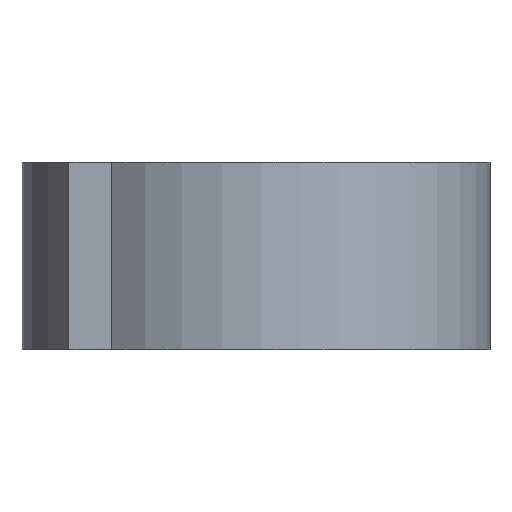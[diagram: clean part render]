
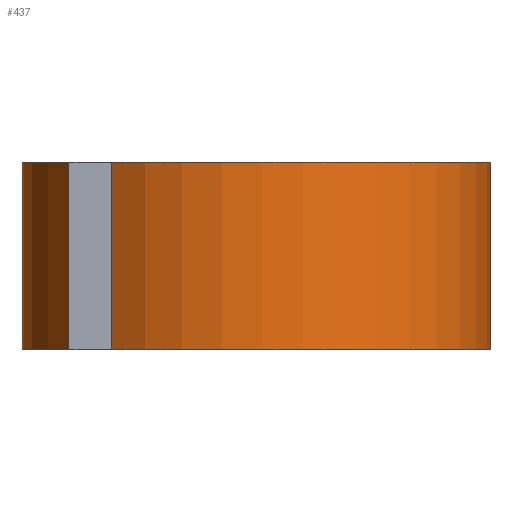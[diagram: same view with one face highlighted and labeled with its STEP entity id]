
A CAD part, front view. The second image highlights one B-rep face of the part: STEP entity #437.
In plain terms, the highlighted cylindrical face has radius 7.5 mm (diameter 15 mm), a partial arc.
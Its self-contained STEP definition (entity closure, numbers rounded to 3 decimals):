
#59=CIRCLE('',#515,7.5);
#60=CIRCLE('',#516,7.5);
#76=CYLINDRICAL_SURFACE('',#514,7.5);
#99=FACE_OUTER_BOUND('',#132,.T.);
#132=EDGE_LOOP('',(#372,#373,#374,#375));
#163=LINE('',#774,#188);
#164=LINE('',#777,#189);
#188=VECTOR('',#649,10.);
#189=VECTOR('',#652,10.);
#227=VERTEX_POINT('',#770);
#228=VERTEX_POINT('',#771);
#229=VERTEX_POINT('',#773);
#230=VERTEX_POINT('',#775);
#281=EDGE_CURVE('',#227,#228,#59,.T.);
#282=EDGE_CURVE('',#227,#229,#163,.T.);
#283=EDGE_CURVE('',#230,#229,#60,.T.);
#284=EDGE_CURVE('',#228,#230,#164,.T.);
#372=ORIENTED_EDGE('',*,*,#281,.F.);
#373=ORIENTED_EDGE('',*,*,#282,.T.);
#374=ORIENTED_EDGE('',*,*,#283,.F.);
#375=ORIENTED_EDGE('',*,*,#284,.F.);
#437=ADVANCED_FACE('',(#99),#76,.T.);
#514=AXIS2_PLACEMENT_3D('',#769,#645,#646);
#515=AXIS2_PLACEMENT_3D('',#772,#647,#648);
#516=AXIS2_PLACEMENT_3D('',#776,#650,#651);
#645=DIRECTION('center_axis',(0.,0.,1.));
#646=DIRECTION('ref_axis',(0.713,0.701,0.));
#647=DIRECTION('center_axis',(0.,0.,
-1.));
#648=DIRECTION('ref_axis',(-0.799,-0.601,0.));
#649=DIRECTION('',(0.,0.,1.));
#650=DIRECTION('center_axis',(0.,0.,
1.));
#651=DIRECTION('ref_axis',(-0.799,-0.601,0.));
#652=DIRECTION('',(0.,0.,1.));
#769=CARTESIAN_POINT('Origin',(10.483,10.453,-3.));
#770=CARTESIAN_POINT('',(4.491,5.943,-3.));
#771=CARTESIAN_POINT('',(5.864,4.544,-3.));
#772=CARTESIAN_POINT('Origin',(10.483,10.453,-3.));
#773=CARTESIAN_POINT('',(4.491,5.943,3.));
#774=CARTESIAN_POINT('',(4.491,5.943,-3.));
#775=CARTESIAN_POINT('',(5.864,4.544,3.));
#776=CARTESIAN_POINT('Origin',(10.483,10.453,3.));
#777=CARTESIAN_POINT('',(5.864,4.544,-3.));
